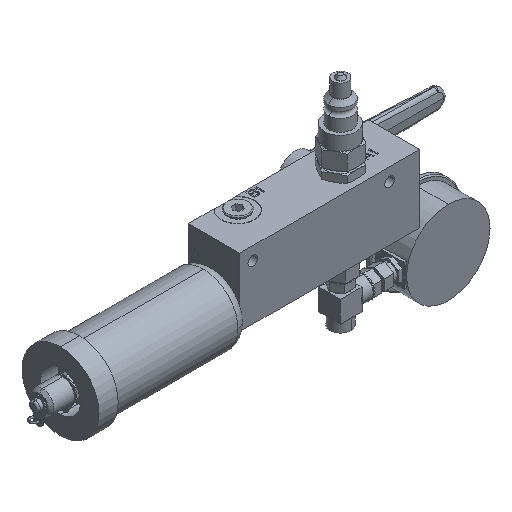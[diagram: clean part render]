
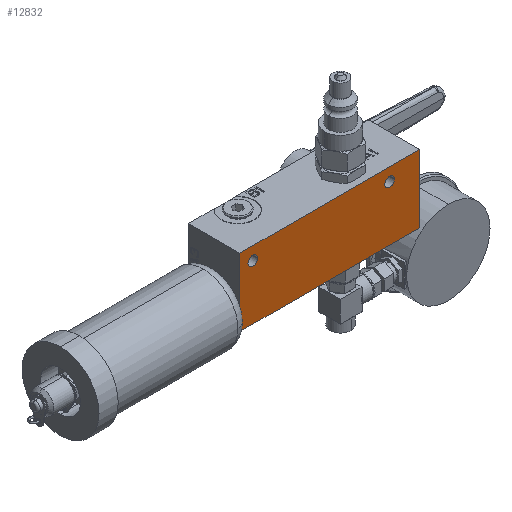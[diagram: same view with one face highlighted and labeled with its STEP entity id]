
A CAD part, isometric view. The second image highlights one B-rep face of the part: STEP entity #12832.
In plain terms, the highlighted planar face has unit normal (0, -1, 0).
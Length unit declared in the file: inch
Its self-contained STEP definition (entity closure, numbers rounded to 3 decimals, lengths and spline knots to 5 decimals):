
#2302=CARTESIAN_POINT('',(-2.25,0.,0.605));
#2303=DIRECTION('',(0.,-1.,0.));
#2304=DIRECTION('',(1.,0.,0.));
#2305=AXIS2_PLACEMENT_3D('',#2302,#2303,#2304);
#2310=CARTESIAN_POINT('',(-2.25,0.,0.605));
#2311=DIRECTION('',(0.,-1.,0.));
#2312=DIRECTION('',(-1.,0.,0.));
#2313=AXIS2_PLACEMENT_3D('',#2310,#2311,#2312);
#2318=CARTESIAN_POINT('',(1.75,0.,0.605));
#2319=DIRECTION('',(0.,-1.,0.));
#2320=DIRECTION('',(1.,0.,0.));
#2321=AXIS2_PLACEMENT_3D('',#2318,#2319,#2320);
#2326=CARTESIAN_POINT('',(1.75,0.,0.605));
#2327=DIRECTION('',(0.,-1.,0.));
#2328=DIRECTION('',(-1.,0.,0.));
#2329=AXIS2_PLACEMENT_3D('',#2326,#2327,#2328);
#2334=DIRECTION('',(1.,0.,0.));
#2335=VECTOR('',#2334,5.25);
#2336=CARTESIAN_POINT('',(-2.625,0.,0.985));
#2337=LINE('',#2336,#2335);
#2341=DIRECTION('',(0.,0.,-1.));
#2342=VECTOR('',#2341,1.985);
#2343=CARTESIAN_POINT('',(2.625,0.,0.985));
#2344=LINE('',#2343,#2342);
#2348=DIRECTION('',(-1.,0.,0.));
#2349=VECTOR('',#2348,5.25);
#2350=CARTESIAN_POINT('',(2.625,0.,-1.));
#2351=LINE('',#2350,#2349);
#3021=DIRECTION('',(0.,0.,-1.));
#3022=VECTOR('',#3021,1.985);
#3023=CARTESIAN_POINT('',(-2.625,0.,0.985));
#3024=LINE('',#3023,#3022);
#9527=CARTESIAN_POINT('',(-2.625,0.,0.985));
#9528=CARTESIAN_POINT('',(2.625,0.,0.985));
#9529=VERTEX_POINT('',#9527);
#9530=VERTEX_POINT('',#9528);
#9531=CARTESIAN_POINT('',(2.625,0.,-1.));
#9532=VERTEX_POINT('',#9531);
#9547=CARTESIAN_POINT('',(-2.1095,0.,0.605));
#9548=CARTESIAN_POINT('',(-2.3905,0.,0.605));
#9549=VERTEX_POINT('',#9547);
#9550=VERTEX_POINT('',#9548);
#9556=CARTESIAN_POINT('',(-2.625,0.,-1.));
#9558=VERTEX_POINT('',#9556);
#9733=CARTESIAN_POINT('',(1.8905,0.,0.605));
#9734=CARTESIAN_POINT('',(1.6095,0.,0.605));
#9735=VERTEX_POINT('',#9733);
#9736=VERTEX_POINT('',#9734);
#12806=CARTESIAN_POINT('',(0.,0.,0.));
#12807=DIRECTION('',(0.,1.,0.));
#12808=DIRECTION('',(1.,0.,0.));
#12809=AXIS2_PLACEMENT_3D('',#12806,#12807,#12808);
#12810=PLANE('',#12809);
#12812=ORIENTED_EDGE('',*,*,#12811,.F.);
#12814=ORIENTED_EDGE('',*,*,#12813,.T.);
#12816=ORIENTED_EDGE('',*,*,#12815,.T.);
#12817=ORIENTED_EDGE('',*,*,#11126,.T.);
#12818=EDGE_LOOP('',(#12812,#12814,#12816,#12817));
#12819=FACE_OUTER_BOUND('',#12818,.F.);
#12821=ORIENTED_EDGE('',*,*,#12820,.T.);
#12823=ORIENTED_EDGE('',*,*,#12822,.T.);
#12824=EDGE_LOOP('',(#12821,#12823));
#12825=FACE_BOUND('',#12824,.F.);
#12827=ORIENTED_EDGE('',*,*,#12826,.T.);
#12829=ORIENTED_EDGE('',*,*,#12828,.T.);
#12830=EDGE_LOOP('',(#12827,#12829));
#12831=FACE_BOUND('',#12830,.F.);
#2306=CIRCLE('',#2305,0.1405);
#2314=CIRCLE('',#2313,0.1405);
#2322=CIRCLE('',#2321,0.1405);
#2330=CIRCLE('',#2329,0.1405);
#11126=EDGE_CURVE('',#9532,#9558,#2351,.T.);
#12811=EDGE_CURVE('',#9529,#9558,#3024,.T.);
#12813=EDGE_CURVE('',#9529,#9530,#2337,.T.);
#12815=EDGE_CURVE('',#9530,#9532,#2344,.T.);
#12820=EDGE_CURVE('',#9735,#9736,#2322,.T.);
#12822=EDGE_CURVE('',#9736,#9735,#2330,.T.);
#12826=EDGE_CURVE('',#9549,#9550,#2306,.T.);
#12828=EDGE_CURVE('',#9550,#9549,#2314,.T.);
#12832=ADVANCED_FACE('',(#12819,#12825,#12831),#12810,.F.);
